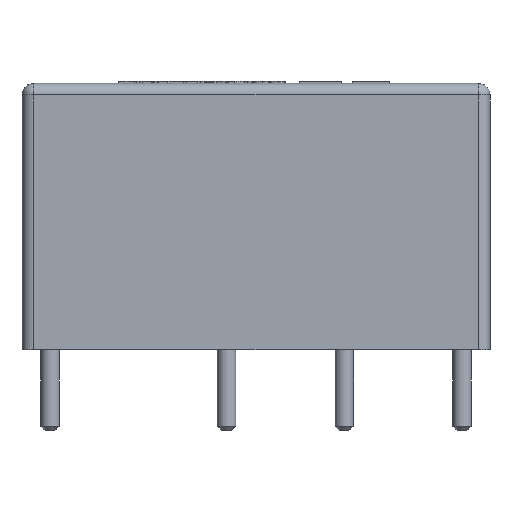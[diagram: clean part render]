
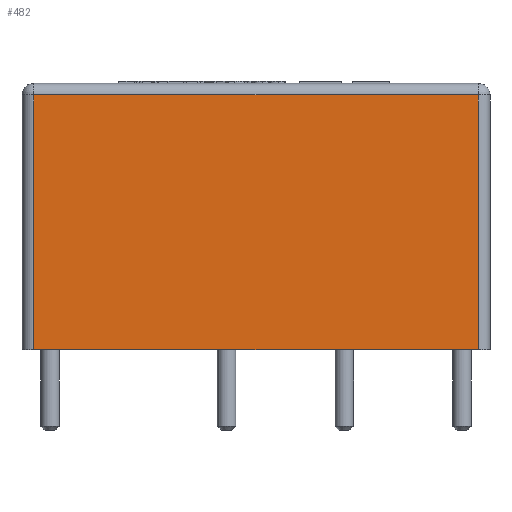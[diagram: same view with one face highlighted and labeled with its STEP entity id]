
A CAD part, front view. The second image highlights one B-rep face of the part: STEP entity #482.
In plain terms, the highlighted planar face has unit normal (0, -1, 0).
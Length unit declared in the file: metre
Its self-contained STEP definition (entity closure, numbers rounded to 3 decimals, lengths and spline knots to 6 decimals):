
#482 = ADVANCED_FACE( '', ( #1320 ), #1321, .F. );
#1320 = FACE_OUTER_BOUND( '', #2555, .T. );
#1321 = PLANE( '', #2556 );
#2555 = EDGE_LOOP( '', ( #4086, #4087, #4088, #4089 ) );
#2556 = AXIS2_PLACEMENT_3D( '', #4090, #4091, #4092 );
#4086 = ORIENTED_EDGE( '', *, *, #7803, .T. );
#4087 = ORIENTED_EDGE( '', *, *, #7804, .T. );
#4088 = ORIENTED_EDGE( '', *, *, #7805, .T. );
#4089 = ORIENTED_EDGE( '', *, *, #7806, .T. );
#4090 = CARTESIAN_POINT( '', ( 0., -0.0049, 0.0115 ) );
#4091 = DIRECTION( '', ( 0., 1., 0. ) );
#4092 = DIRECTION( '', ( 0., 0., 1. ) );
#7803 = EDGE_CURVE( '', #9379, #9380, #9381, .F. );
#7804 = EDGE_CURVE( '', #9380, #9382, #9383, .T. );
#7805 = EDGE_CURVE( '', #9382, #9384, #9385, .T. );
#7806 = EDGE_CURVE( '', #9384, #9379, #9386, .F. );
#9379 = VERTEX_POINT( '', #11702 );
#9380 = VERTEX_POINT( '', #11703 );
#9381 = LINE( '', #11704, #11705 );
#9382 = VERTEX_POINT( '', #11706 );
#9383 = LINE( '', #11707, #11708 );
#9384 = VERTEX_POINT( '', #11709 );
#9385 = LINE( '', #11710, #11711 );
#9386 = LINE( '', #11712, #11713 );
#11702 = CARTESIAN_POINT( '', ( 0.0096, -0.0049, 0.011 ) );
#11703 = CARTESIAN_POINT( '', ( -0.0096, -0.0049, 0.011 ) );
#11704 = CARTESIAN_POINT( '', ( -0.0101, -0.0049, 0.011 ) );
#11705 = VECTOR( '', #14746, 1. );
#11706 = CARTESIAN_POINT( '', ( -0.0096, -0.0049, 0. ) );
#11707 = CARTESIAN_POINT( '', ( -0.0096, -0.0049, 0. ) );
#11708 = VECTOR( '', #14747, 1. );
#11709 = CARTESIAN_POINT( '', ( 0.0096, -0.0049, 0. ) );
#11710 = CARTESIAN_POINT( '', ( 0., -0.0049, 0. ) );
#11711 = VECTOR( '', #14748, 1. );
#11712 = CARTESIAN_POINT( '', ( 0.0096, -0.0049, 0.0115 ) );
#11713 = VECTOR( '', #14749, 1. );
#14746 = DIRECTION( '', ( 1., 0., 0. ) );
#14747 = DIRECTION( '', ( 0., 0., -1. ) );
#14748 = DIRECTION( '', ( 1., 0., 0. ) );
#14749 = DIRECTION( '', ( 0., 0., -1. ) );
